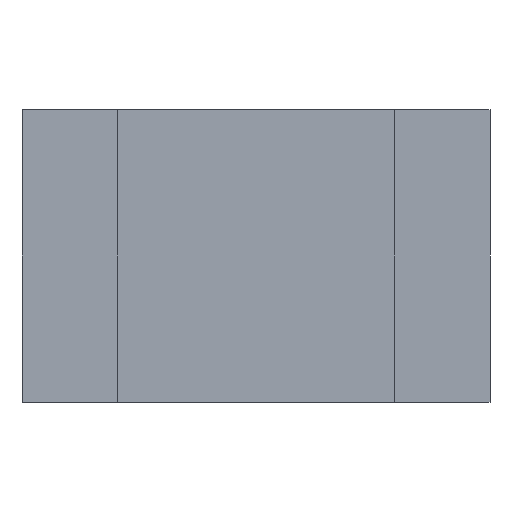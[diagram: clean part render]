
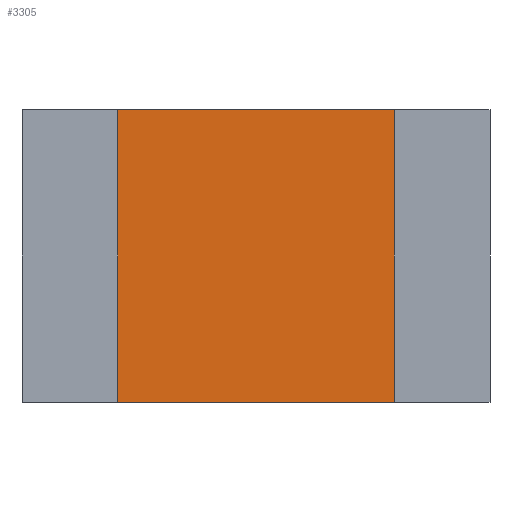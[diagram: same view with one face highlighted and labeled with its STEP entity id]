
A CAD part, front view. The second image highlights one B-rep face of the part: STEP entity #3305.
In plain terms, the highlighted planar face has unit normal (0, -1, 0).
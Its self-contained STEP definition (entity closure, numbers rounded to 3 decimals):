
#13 = EDGE_LOOP ( 'NONE', ( #4342, #838, #581, #1051 ) ) ;
#249 = FACE_OUTER_BOUND ( 'NONE', #13, .T. ) ;
#378 = VECTOR ( 'NONE', #3844, 1000. ) ;
#461 = VECTOR ( 'NONE', #3792, 1000. ) ;
#581 = ORIENTED_EDGE ( 'NONE', *, *, #4630, .T. ) ;
#838 = ORIENTED_EDGE ( 'NONE', *, *, #1452, .T. ) ;
#1051 = ORIENTED_EDGE ( 'NONE', *, *, #4548, .T. ) ;
#1094 = DIRECTION ( 'NONE',  ( 1., 0., 0. ) ) ;
#1112 = CARTESIAN_POINT ( 'NONE',  ( 0., 0., 0.625 ) ) ;
#1379 = VERTEX_POINT ( 'NONE', #4531 ) ;
#1452 = EDGE_CURVE ( 'NONE', #1725, #4704, #4559, .T. ) ;
#1725 = VERTEX_POINT ( 'NONE', #4238 ) ;
#1845 = CARTESIAN_POINT ( 'NONE',  ( 0., 0., -0.625 ) ) ;
#1891 = VECTOR ( 'NONE', #4168, 1000. ) ;
#2041 = AXIS2_PLACEMENT_3D ( 'NONE', #2304, #2274, #2999 ) ;
#2196 = VECTOR ( 'NONE', #1094, 1000. ) ;
#2274 = DIRECTION ( 'NONE',  ( 0., -1., 0. ) ) ;
#2293 = LINE ( 'NONE', #1845, #2196 ) ;
#2304 = CARTESIAN_POINT ( 'NONE',  ( 0., 0., 0. ) ) ;
#2714 = EDGE_CURVE ( 'NONE', #1379, #1725, #2293, .T. ) ;
#2999 = DIRECTION ( 'NONE',  ( 0., 0., -1. ) ) ;
#3007 = CARTESIAN_POINT ( 'NONE',  ( -0.99, 0., 0. ) ) ;
#3305 = ADVANCED_FACE ( 'NONE', ( #249 ), #3411, .T. ) ;
#3411 = PLANE ( 'NONE',  #2041 ) ;
#3495 = CARTESIAN_POINT ( 'NONE',  ( 0.99, 0., 0. ) ) ;
#3676 = VERTEX_POINT ( 'NONE', #4354 ) ;
#3792 = DIRECTION ( 'NONE',  ( 0., 0., 1. ) ) ;
#3844 = DIRECTION ( 'NONE',  ( -1., 0., 0. ) ) ;
#4012 = CARTESIAN_POINT ( 'NONE',  ( 0.99, 0., 0.625 ) ) ;
#4168 = DIRECTION ( 'NONE',  ( 0., 0., -1. ) ) ;
#4238 = CARTESIAN_POINT ( 'NONE',  ( 0.99, 0., -0.625 ) ) ;
#4240 = LINE ( 'NONE', #1112, #378 ) ;
#4342 = ORIENTED_EDGE ( 'NONE', *, *, #2714, .T. ) ;
#4354 = CARTESIAN_POINT ( 'NONE',  ( -0.99, 0., 0.625 ) ) ;
#4531 = CARTESIAN_POINT ( 'NONE',  ( -0.99, 0., -0.625 ) ) ;
#4548 = EDGE_CURVE ( 'NONE', #3676, #1379, #4594, .T. ) ;
#4559 = LINE ( 'NONE', #3495, #461 ) ;
#4594 = LINE ( 'NONE', #3007, #1891 ) ;
#4630 = EDGE_CURVE ( 'NONE', #4704, #3676, #4240, .T. ) ;
#4704 = VERTEX_POINT ( 'NONE', #4012 ) ;
